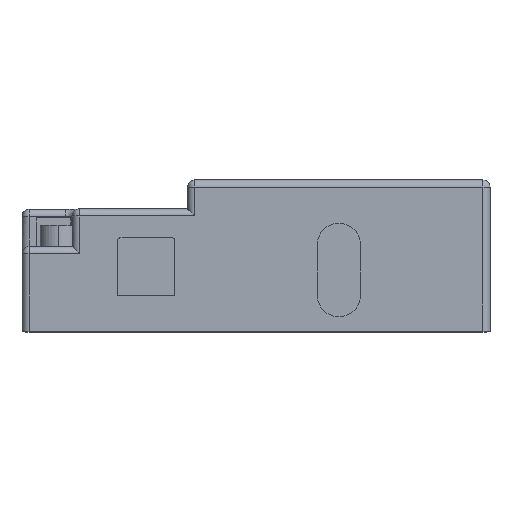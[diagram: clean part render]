
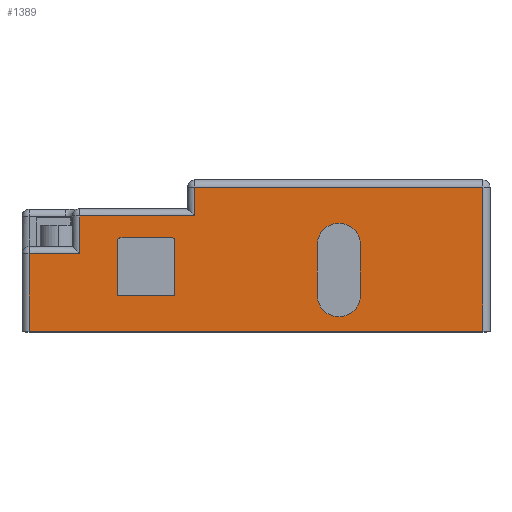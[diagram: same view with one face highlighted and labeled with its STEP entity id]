
A CAD part, top view. The second image highlights one B-rep face of the part: STEP entity #1389.
In plain terms, the highlighted planar face has unit normal (0, 0, 1).
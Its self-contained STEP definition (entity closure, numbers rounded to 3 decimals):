
#49 = VERTEX_POINT ( 'NONE', #9278 ) ;
#133 = CARTESIAN_POINT ( 'NONE',  ( -9.5, 11.5, 32.5 ) ) ;
#248 = DIRECTION ( 'NONE',  ( 0., 1., 0. ) ) ;
#295 = DIRECTION ( 'NONE',  ( -1., 0., 0. ) ) ;
#313 = AXIS2_PLACEMENT_3D ( 'NONE', #3853, #948, #5436 ) ;
#337 = EDGE_CURVE ( 'NONE', #49, #1684, #3099, .T. ) ;
#500 = DIRECTION ( 'NONE',  ( -1., 0., 0. ) ) ;
#501 = CARTESIAN_POINT ( 'NONE',  ( 31.5, 8.5, 32.5 ) ) ;
#575 = VERTEX_POINT ( 'NONE', #7048 ) ;
#714 = EDGE_CURVE ( 'NONE', #9389, #3269, #4073, .T. ) ;
#729 = CARTESIAN_POINT ( 'NONE',  ( -8.5, 8.5, 32.5 ) ) ;
#756 = FACE_BOUND ( 'NONE', #7776, .T. ) ;
#850 = DIRECTION ( 'NONE',  ( 0., -1., 0. ) ) ;
#854 = VERTEX_POINT ( 'NONE', #3270 ) ;
#897 = EDGE_LOOP ( 'NONE', ( #6269, #7143, #3173, #7390, #8017, #6766, #1741, #5590 ) ) ;
#909 = CARTESIAN_POINT ( 'NONE',  ( -32.5, 2.25, 32.5 ) ) ;
#910 = LINE ( 'NONE', #3820, #2510 ) ;
#948 = DIRECTION ( 'NONE',  ( 0., 0., -1. ) ) ;
#1044 = AXIS2_PLACEMENT_3D ( 'NONE', #1287, #7320, #7468 ) ;
#1062 = VECTOR ( 'NONE', #3175, 1000. ) ;
#1076 = AXIS2_PLACEMENT_3D ( 'NONE', #2902, #4279, #5348 ) ;
#1125 = CARTESIAN_POINT ( 'NONE',  ( -32.5, -8.5, 32.5 ) ) ;
#1287 = CARTESIAN_POINT ( 'NONE',  ( 11.5, -3.5, 32.5 ) ) ;
#1389 = ADVANCED_FACE ( 'NONE', ( #4597, #7626, #756 ), #2381, .F. ) ;
#1484 = DIRECTION ( 'NONE',  ( 0., 0., 1. ) ) ;
#1657 = DIRECTION ( 'NONE',  ( 0., -1., 0. ) ) ;
#1684 = VERTEX_POINT ( 'NONE', #3514 ) ;
#1702 = LINE ( 'NONE', #5462, #7298 ) ;
#1741 = ORIENTED_EDGE ( 'NONE', *, *, #5692, .T. ) ;
#1881 = CARTESIAN_POINT ( 'NONE',  ( -18.75, 4.5, 32.5 ) ) ;
#1912 = CARTESIAN_POINT ( 'NONE',  ( -18.75, 4.5, 32.5 ) ) ;
#1923 = EDGE_LOOP ( 'NONE', ( #8187, #2267, #7246, #7659 ) ) ;
#2052 = CARTESIAN_POINT ( 'NONE',  ( -11.25, 4., 32.5 ) ) ;
#2062 = VECTOR ( 'NONE', #850, 1000. ) ;
#2089 = VERTEX_POINT ( 'NONE', #8103 ) ;
#2231 = CARTESIAN_POINT ( 'NONE',  ( -19.25, -3.5, 32.5 ) ) ;
#2267 = ORIENTED_EDGE ( 'NONE', *, *, #2901, .F. ) ;
#2298 = AXIS2_PLACEMENT_3D ( 'NONE', #9542, #1484, #8988 ) ;
#2381 = PLANE ( 'NONE',  #313 ) ;
#2413 = EDGE_CURVE ( 'NONE', #3269, #854, #5244, .T. ) ;
#2510 = VECTOR ( 'NONE', #5351, 1000. ) ;
#2527 = LINE ( 'NONE', #1881, #1062 ) ;
#2538 = VERTEX_POINT ( 'NONE', #6284 ) ;
#2647 = ORIENTED_EDGE ( 'NONE', *, *, #714, .F. ) ;
#2764 = VERTEX_POINT ( 'NONE', #4199 ) ;
#2892 = CARTESIAN_POINT ( 'NONE',  ( -31.5, 2.25, 32.5 ) ) ;
#2901 = EDGE_CURVE ( 'NONE', #5987, #4585, #6254, .T. ) ;
#2902 = CARTESIAN_POINT ( 'NONE',  ( -18.75, 4., 32.5 ) ) ;
#3093 = DIRECTION ( 'NONE',  ( 0., -1., 0. ) ) ;
#3099 = LINE ( 'NONE', #133, #9742 ) ;
#3171 = EDGE_CURVE ( 'NONE', #7116, #2538, #4202, .T. ) ;
#3173 = ORIENTED_EDGE ( 'NONE', *, *, #4451, .T. ) ;
#3175 = DIRECTION ( 'NONE',  ( -1., 0., 0. ) ) ;
#3269 = VERTEX_POINT ( 'NONE', #6413 ) ;
#3270 = CARTESIAN_POINT ( 'NONE',  ( -19.25, -3.5, 32.5 ) ) ;
#3509 = DIRECTION ( 'NONE',  ( 0., 1., 0. ) ) ;
#3514 = CARTESIAN_POINT ( 'NONE',  ( -8.5, 11.5, 32.5 ) ) ;
#3572 = EDGE_CURVE ( 'NONE', #3811, #7694, #4659, .T. ) ;
#3811 = VERTEX_POINT ( 'NONE', #2892 ) ;
#3820 = CARTESIAN_POINT ( 'NONE',  ( -11.25, 4., 32.5 ) ) ;
#3853 = CARTESIAN_POINT ( 'NONE',  ( -32.5, 8.5, 32.5 ) ) ;
#3914 = DIRECTION ( 'NONE',  ( -1., 0., 0. ) ) ;
#3933 = CARTESIAN_POINT ( 'NONE',  ( -24.5, 2.25, 32.5 ) ) ;
#4030 = LINE ( 'NONE', #1125, #4399 ) ;
#4073 = CIRCLE ( 'NONE', #1076, 0.5 ) ;
#4096 = EDGE_CURVE ( 'NONE', #2538, #9389, #2527, .T. ) ;
#4199 = CARTESIAN_POINT ( 'NONE',  ( 14.5, 3.5, 32.5 ) ) ;
#4202 = CIRCLE ( 'NONE', #9711, 0.5 ) ;
#4279 = DIRECTION ( 'NONE',  ( 0., 0., 1. ) ) ;
#4360 = VERTEX_POINT ( 'NONE', #3933 ) ;
#4399 = VECTOR ( 'NONE', #9465, 1000. ) ;
#4451 = EDGE_CURVE ( 'NONE', #7694, #5353, #4030, .T. ) ;
#4585 = VERTEX_POINT ( 'NONE', #8913 ) ;
#4597 = FACE_OUTER_BOUND ( 'NONE', #897, .T. ) ;
#4659 = LINE ( 'NONE', #9052, #5909 ) ;
#4800 = LINE ( 'NONE', #729, #7756 ) ;
#5185 = ORIENTED_EDGE ( 'NONE', *, *, #3171, .F. ) ;
#5244 = LINE ( 'NONE', #2231, #6231 ) ;
#5304 = DIRECTION ( 'NONE',  ( 0., -1., 0. ) ) ;
#5334 = LINE ( 'NONE', #7622, #2062 ) ;
#5348 = DIRECTION ( 'NONE',  ( 1., 0., 0. ) ) ;
#5351 = DIRECTION ( 'NONE',  ( 0., 1., 0. ) ) ;
#5353 = VERTEX_POINT ( 'NONE', #6628 ) ;
#5371 = VECTOR ( 'NONE', #3509, 1000. ) ;
#5380 = ORIENTED_EDGE ( 'NONE', *, *, #2413, .F. ) ;
#5436 = DIRECTION ( 'NONE',  ( 0., -1., 0. ) ) ;
#5462 = CARTESIAN_POINT ( 'NONE',  ( 8.5, -3.5, 32.5 ) ) ;
#5590 = ORIENTED_EDGE ( 'NONE', *, *, #7673, .T. ) ;
#5692 = EDGE_CURVE ( 'NONE', #575, #5957, #8881, .T. ) ;
#5751 = CARTESIAN_POINT ( 'NONE',  ( -24.5, 7.5, 32.5 ) ) ;
#5909 = VECTOR ( 'NONE', #5304, 1000. ) ;
#5957 = VERTEX_POINT ( 'NONE', #5751 ) ;
#5969 = LINE ( 'NONE', #501, #5371 ) ;
#5987 = VERTEX_POINT ( 'NONE', #7243 ) ;
#6033 = CARTESIAN_POINT ( 'NONE',  ( -11.25, -3.5, 32.5 ) ) ;
#6063 = DIRECTION ( 'NONE',  ( -1., 0., 0. ) ) ;
#6209 = EDGE_CURVE ( 'NONE', #4360, #3811, #7680, .T. ) ;
#6231 = VECTOR ( 'NONE', #8901, 1000. ) ;
#6254 = CIRCLE ( 'NONE', #1044, 3. ) ;
#6269 = ORIENTED_EDGE ( 'NONE', *, *, #6209, .T. ) ;
#6284 = CARTESIAN_POINT ( 'NONE',  ( -11.75, 4.5, 32.5 ) ) ;
#6377 = LINE ( 'NONE', #7712, #9364 ) ;
#6413 = CARTESIAN_POINT ( 'NONE',  ( -19.25, 4., 32.5 ) ) ;
#6628 = CARTESIAN_POINT ( 'NONE',  ( 31.5, -8.5, 32.5 ) ) ;
#6669 = ORIENTED_EDGE ( 'NONE', *, *, #7210, .F. ) ;
#6751 = EDGE_CURVE ( 'NONE', #4585, #2764, #6377, .T. ) ;
#6766 = ORIENTED_EDGE ( 'NONE', *, *, #8413, .T. ) ;
#6816 = VERTEX_POINT ( 'NONE', #8426 ) ;
#6848 = EDGE_CURVE ( 'NONE', #2089, #5987, #1702, .T. ) ;
#6962 = CARTESIAN_POINT ( 'NONE',  ( -31.5, -8.5, 32.5 ) ) ;
#7048 = CARTESIAN_POINT ( 'NONE',  ( -8.5, 7.5, 32.5 ) ) ;
#7116 = VERTEX_POINT ( 'NONE', #2052 ) ;
#7143 = ORIENTED_EDGE ( 'NONE', *, *, #3572, .T. ) ;
#7210 = EDGE_CURVE ( 'NONE', #6816, #7116, #910, .T. ) ;
#7221 = ORIENTED_EDGE ( 'NONE', *, *, #8716, .F. ) ;
#7243 = CARTESIAN_POINT ( 'NONE',  ( 8.5, -3.5, 32.5 ) ) ;
#7246 = ORIENTED_EDGE ( 'NONE', *, *, #6848, .F. ) ;
#7298 = VECTOR ( 'NONE', #1657, 1000. ) ;
#7320 = DIRECTION ( 'NONE',  ( 0., 0., 1. ) ) ;
#7390 = ORIENTED_EDGE ( 'NONE', *, *, #8000, .T. ) ;
#7431 = LINE ( 'NONE', #6033, #9163 ) ;
#7468 = DIRECTION ( 'NONE',  ( 1., 0., 0. ) ) ;
#7489 = EDGE_CURVE ( 'NONE', #2764, #2089, #8290, .T. ) ;
#7622 = CARTESIAN_POINT ( 'NONE',  ( -24.5, 8.5, 32.5 ) ) ;
#7626 = FACE_BOUND ( 'NONE', #1923, .T. ) ;
#7659 = ORIENTED_EDGE ( 'NONE', *, *, #7489, .F. ) ;
#7673 = EDGE_CURVE ( 'NONE', #5957, #4360, #5334, .T. ) ;
#7680 = LINE ( 'NONE', #909, #9266 ) ;
#7694 = VERTEX_POINT ( 'NONE', #6962 ) ;
#7712 = CARTESIAN_POINT ( 'NONE',  ( 14.5, -3.5, 32.5 ) ) ;
#7756 = VECTOR ( 'NONE', #3093, 1000. ) ;
#7776 = EDGE_LOOP ( 'NONE', ( #6669, #7221, #5380, #2647, #8170, #5185 ) ) ;
#8000 = EDGE_CURVE ( 'NONE', #5353, #49, #5969, .T. ) ;
#8017 = ORIENTED_EDGE ( 'NONE', *, *, #337, .T. ) ;
#8103 = CARTESIAN_POINT ( 'NONE',  ( 8.5, 3.5, 32.5 ) ) ;
#8106 = CARTESIAN_POINT ( 'NONE',  ( -32.5, 7.5, 32.5 ) ) ;
#8170 = ORIENTED_EDGE ( 'NONE', *, *, #4096, .F. ) ;
#8187 = ORIENTED_EDGE ( 'NONE', *, *, #6751, .F. ) ;
#8290 = CIRCLE ( 'NONE', #2298, 3. ) ;
#8413 = EDGE_CURVE ( 'NONE', #1684, #575, #4800, .T. ) ;
#8426 = CARTESIAN_POINT ( 'NONE',  ( -11.25, -3.5, 32.5 ) ) ;
#8716 = EDGE_CURVE ( 'NONE', #854, #6816, #7431, .T. ) ;
#8734 = DIRECTION ( 'NONE',  ( 0., 0., 1. ) ) ;
#8881 = LINE ( 'NONE', #8106, #9687 ) ;
#8901 = DIRECTION ( 'NONE',  ( 0., -1., 0. ) ) ;
#8913 = CARTESIAN_POINT ( 'NONE',  ( 14.5, -3.5, 32.5 ) ) ;
#8988 = DIRECTION ( 'NONE',  ( 1., 0., 0. ) ) ;
#9052 = CARTESIAN_POINT ( 'NONE',  ( -31.5, 8.5, 32.5 ) ) ;
#9163 = VECTOR ( 'NONE', #9678, 1000. ) ;
#9266 = VECTOR ( 'NONE', #3914, 1000. ) ;
#9278 = CARTESIAN_POINT ( 'NONE',  ( 31.5, 11.5, 32.5 ) ) ;
#9326 = CARTESIAN_POINT ( 'NONE',  ( -11.75, 4., 32.5 ) ) ;
#9364 = VECTOR ( 'NONE', #248, 1000. ) ;
#9389 = VERTEX_POINT ( 'NONE', #1912 ) ;
#9465 = DIRECTION ( 'NONE',  ( 1., 0., 0. ) ) ;
#9542 = CARTESIAN_POINT ( 'NONE',  ( 11.5, 3.5, 32.5 ) ) ;
#9678 = DIRECTION ( 'NONE',  ( 1., 0., 0. ) ) ;
#9687 = VECTOR ( 'NONE', #500, 1000. ) ;
#9711 = AXIS2_PLACEMENT_3D ( 'NONE', #9326, #8734, #295 ) ;
#9742 = VECTOR ( 'NONE', #6063, 1000. ) ;
